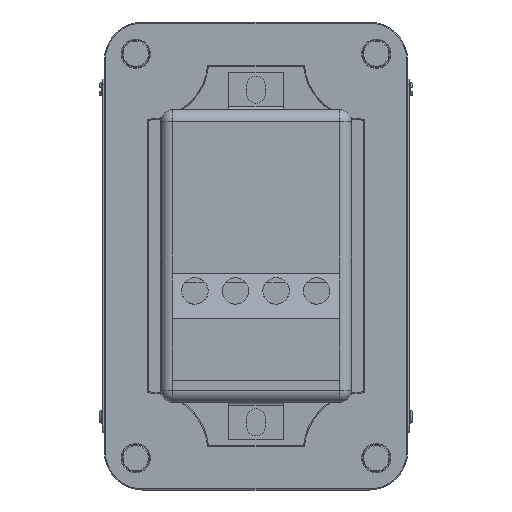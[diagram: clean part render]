
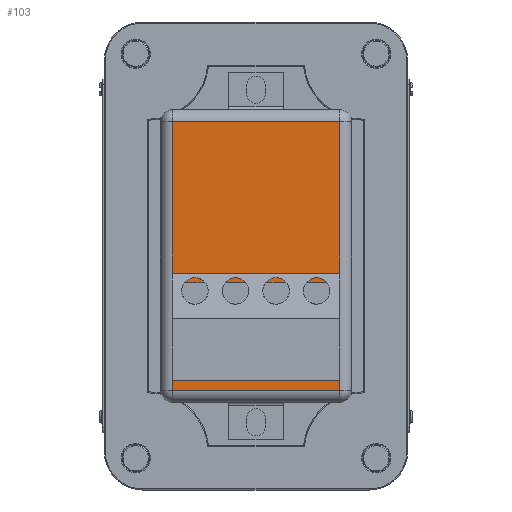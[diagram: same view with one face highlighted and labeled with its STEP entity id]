
A CAD part, front view. The second image highlights one B-rep face of the part: STEP entity #103.
In plain terms, the highlighted planar face has unit normal (0, -1, 0).
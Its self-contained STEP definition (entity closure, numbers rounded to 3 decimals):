
#103 = ADVANCED_FACE ( 'NONE', ( #187 ), #3593, .F. ) ;
#187 = FACE_OUTER_BOUND ( 'NONE', #6822, .T. ) ;
#3371 = CARTESIAN_POINT ( 'NONE',  ( 21., -11.295, 33.75 ) ) ;
#3386 = DIRECTION ( 'NONE',  ( 0., 0., 1. ) ) ;
#3401 = DIRECTION ( 'NONE',  ( 0., 1., 0. ) ) ;
#3467 = CARTESIAN_POINT ( 'NONE',  ( -21., -11.295, -33.75 ) ) ;
#3593 = PLANE ( 'NONE',  #3607 ) ;
#3607 = AXIS2_PLACEMENT_3D ( 'NONE', #3467, #3401, #3386 ) ;
#4041 = VERTEX_POINT ( 'NONE', #14586 ) ;
#4415 = DIRECTION ( 'NONE',  ( 0., 0., 1. ) ) ;
#4625 = ORIENTED_EDGE ( 'NONE', *, *, #9111, .T. ) ;
#5198 = CARTESIAN_POINT ( 'NONE',  ( -21., -11.295, -33.75 ) ) ;
#5918 = VECTOR ( 'NONE', #6239, 1000. ) ;
#6239 = DIRECTION ( 'NONE',  ( 1., 0., 0. ) ) ;
#6822 = EDGE_LOOP ( 'NONE', ( #14309, #9997, #4625, #8544 ) ) ;
#7134 = DIRECTION ( 'NONE',  ( -1., 0., 0. ) ) ;
#7572 = VECTOR ( 'NONE', #7134, 1000. ) ;
#7678 = CARTESIAN_POINT ( 'NONE',  ( -21., -11.295, -33.75 ) ) ;
#8073 = EDGE_CURVE ( 'NONE', #11154, #4041, #15951, .T. ) ;
#8099 = LINE ( 'NONE', #5198, #15608 ) ;
#8544 = ORIENTED_EDGE ( 'NONE', *, *, #8073, .T. ) ;
#8659 = CARTESIAN_POINT ( 'NONE',  ( 21., -11.295, -33.75 ) ) ;
#9111 = EDGE_CURVE ( 'NONE', #15432, #11154, #15921, .T. ) ;
#9997 = ORIENTED_EDGE ( 'NONE', *, *, #10167, .T. ) ;
#10167 = EDGE_CURVE ( 'NONE', #16498, #15432, #13440, .T. ) ;
#10168 = CARTESIAN_POINT ( 'NONE',  ( 21., -11.295, -33.75 ) ) ;
#10270 = EDGE_CURVE ( 'NONE', #4041, #16498, #8099, .T. ) ;
#11154 = VERTEX_POINT ( 'NONE', #3371 ) ;
#13440 = LINE ( 'NONE', #14665, #5918 ) ;
#14184 = CARTESIAN_POINT ( 'NONE',  ( -21., -11.295, 33.75 ) ) ;
#14309 = ORIENTED_EDGE ( 'NONE', *, *, #10270, .T. ) ;
#14586 = CARTESIAN_POINT ( 'NONE',  ( -21., -11.295, 33.75 ) ) ;
#14665 = CARTESIAN_POINT ( 'NONE',  ( -21., -11.295, -33.75 ) ) ;
#15074 = DIRECTION ( 'NONE',  ( 0., 0., -1. ) ) ;
#15432 = VERTEX_POINT ( 'NONE', #10168 ) ;
#15489 = VECTOR ( 'NONE', #4415, 1000. ) ;
#15608 = VECTOR ( 'NONE', #15074, 1000. ) ;
#15921 = LINE ( 'NONE', #8659, #15489 ) ;
#15951 = LINE ( 'NONE', #14184, #7572 ) ;
#16498 = VERTEX_POINT ( 'NONE', #7678 ) ;
